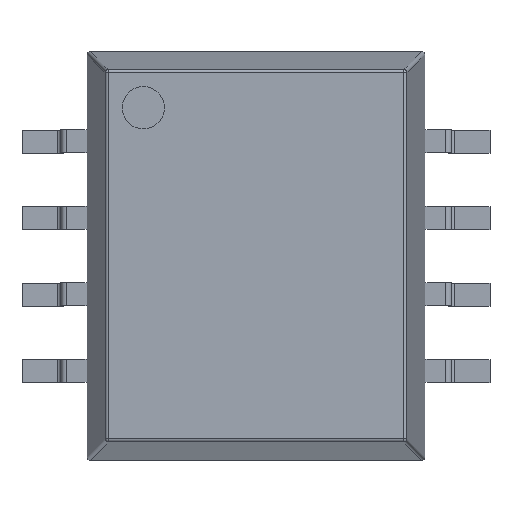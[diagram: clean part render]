
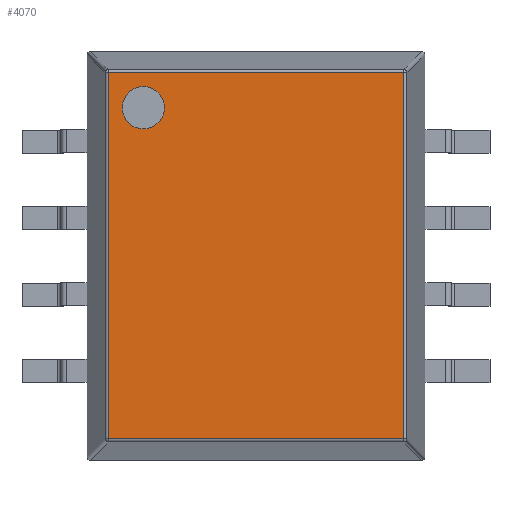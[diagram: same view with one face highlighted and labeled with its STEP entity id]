
A CAD part, top view. The second image highlights one B-rep face of the part: STEP entity #4070.
In plain terms, the highlighted planar face has unit normal (0, 0, 1).
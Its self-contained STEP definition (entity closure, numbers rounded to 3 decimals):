
#3279 = CYLINDRICAL_SURFACE('',#3280,0.1);
#3280 = AXIS2_PLACEMENT_3D('',#3281,#3282,#3283);
#3281 = CARTESIAN_POINT('',(0.685,0.595,11.33));
#3282 = DIRECTION('',(0.,1.,0.));
#3283 = DIRECTION('',(-0.995,0.,0.105));
#3400 = CYLINDRICAL_SURFACE('',#3401,0.1);
#3401 = AXIS2_PLACEMENT_3D('',#3402,#3403,#3404);
#3402 = CARTESIAN_POINT('',(0.595,0.685,11.33));
#3403 = DIRECTION('',(1.,0.,0.));
#3404 = DIRECTION('',(0.,-0.995,0.105));
#3521 = CYLINDRICAL_SURFACE('',#3522,0.1);
#3522 = AXIS2_PLACEMENT_3D('',#3523,#3524,#3525);
#3523 = CARTESIAN_POINT('',(0.595,12.615,11.33));
#3524 = DIRECTION('',(1.,0.,0.));
#3525 = DIRECTION('',(0.,0.995,0.105));
#3597 = CYLINDRICAL_SURFACE('',#3598,0.1);
#3598 = AXIS2_PLACEMENT_3D('',#3599,#3600,#3601);
#3599 = CARTESIAN_POINT('',(10.315,0.595,11.33));
#3600 = DIRECTION('',(0.,1.,0.));
#3601 = DIRECTION('',(0.995,0.,0.105));
#3705 = VERTEX_POINT('',#3706);
#3706 = CARTESIAN_POINT('',(0.685,0.685,11.43));
#3734 = EDGE_CURVE('',#3705,#3735,#3737,.T.);
#3735 = VERTEX_POINT('',#3736);
#3736 = CARTESIAN_POINT('',(0.685,12.615,11.43));
#3737 = SURFACE_CURVE('',#3738,(#3742,#3749),.PCURVE_S1.);
#3738 = LINE('',#3739,#3740);
#3739 = CARTESIAN_POINT('',(0.685,0.595,11.43));
#3740 = VECTOR('',#3741,1.);
#3741 = DIRECTION('',(0.,1.,0.));
#3742 = PCURVE('',#3279,#3743);
#3743 = DEFINITIONAL_REPRESENTATION('',(#3744),#3748);
#3744 = LINE('',#3745,#3746);
#3745 = CARTESIAN_POINT('',(1.466,0.));
#3746 = VECTOR('',#3747,1.);
#3747 = DIRECTION('',(0.,1.));
#3748 = ( GEOMETRIC_REPRESENTATION_CONTEXT(2) 
PARAMETRIC_REPRESENTATION_CONTEXT() REPRESENTATION_CONTEXT('2D SPACE',''
  ) );
#3749 = PCURVE('',#3750,#3755);
#3750 = PLANE('',#3751);
#3751 = AXIS2_PLACEMENT_3D('',#3752,#3753,#3754);
#3752 = CARTESIAN_POINT('',(0.,0.,11.43));
#3753 = DIRECTION('',(0.,0.,1.));
#3754 = DIRECTION('',(1.,0.,0.));
#3755 = DEFINITIONAL_REPRESENTATION('',(#3756),#3760);
#3756 = LINE('',#3757,#3758);
#3757 = CARTESIAN_POINT('',(0.685,0.595));
#3758 = VECTOR('',#3759,1.);
#3759 = DIRECTION('',(0.,1.));
#3760 = ( GEOMETRIC_REPRESENTATION_CONTEXT(2) 
PARAMETRIC_REPRESENTATION_CONTEXT() REPRESENTATION_CONTEXT('2D SPACE',''
  ) );
#3836 = EDGE_CURVE('',#3705,#3837,#3839,.T.);
#3837 = VERTEX_POINT('',#3838);
#3838 = CARTESIAN_POINT('',(10.315,0.685,11.43));
#3839 = SURFACE_CURVE('',#3840,(#3844,#3851),.PCURVE_S1.);
#3840 = LINE('',#3841,#3842);
#3841 = CARTESIAN_POINT('',(0.595,0.685,11.43));
#3842 = VECTOR('',#3843,1.);
#3843 = DIRECTION('',(1.,0.,0.));
#3844 = PCURVE('',#3400,#3845);
#3845 = DEFINITIONAL_REPRESENTATION('',(#3846),#3850);
#3846 = LINE('',#3847,#3848);
#3847 = CARTESIAN_POINT('',(-1.466,0.));
#3848 = VECTOR('',#3849,1.);
#3849 = DIRECTION('',(0.,1.));
#3850 = ( GEOMETRIC_REPRESENTATION_CONTEXT(2) 
PARAMETRIC_REPRESENTATION_CONTEXT() REPRESENTATION_CONTEXT('2D SPACE',''
  ) );
#3851 = PCURVE('',#3750,#3852);
#3852 = DEFINITIONAL_REPRESENTATION('',(#3853),#3857);
#3853 = LINE('',#3854,#3855);
#3854 = CARTESIAN_POINT('',(0.595,0.685));
#3855 = VECTOR('',#3856,1.);
#3856 = DIRECTION('',(1.,0.));
#3857 = ( GEOMETRIC_REPRESENTATION_CONTEXT(2) 
PARAMETRIC_REPRESENTATION_CONTEXT() REPRESENTATION_CONTEXT('2D SPACE',''
  ) );
#3942 = EDGE_CURVE('',#3735,#3943,#3945,.T.);
#3943 = VERTEX_POINT('',#3944);
#3944 = CARTESIAN_POINT('',(10.315,12.615,11.43));
#3945 = SURFACE_CURVE('',#3946,(#3950,#3957),.PCURVE_S1.);
#3946 = LINE('',#3947,#3948);
#3947 = CARTESIAN_POINT('',(0.595,12.615,11.43));
#3948 = VECTOR('',#3949,1.);
#3949 = DIRECTION('',(1.,0.,0.));
#3950 = PCURVE('',#3521,#3951);
#3951 = DEFINITIONAL_REPRESENTATION('',(#3952),#3956);
#3952 = LINE('',#3953,#3954);
#3953 = CARTESIAN_POINT('',(1.466,0.));
#3954 = VECTOR('',#3955,1.);
#3955 = DIRECTION('',(0.,1.));
#3956 = ( GEOMETRIC_REPRESENTATION_CONTEXT(2) 
PARAMETRIC_REPRESENTATION_CONTEXT() REPRESENTATION_CONTEXT('2D SPACE',''
  ) );
#3957 = PCURVE('',#3750,#3958);
#3958 = DEFINITIONAL_REPRESENTATION('',(#3959),#3963);
#3959 = LINE('',#3960,#3961);
#3960 = CARTESIAN_POINT('',(0.595,12.615));
#3961 = VECTOR('',#3962,1.);
#3962 = DIRECTION('',(1.,0.));
#3963 = ( GEOMETRIC_REPRESENTATION_CONTEXT(2) 
PARAMETRIC_REPRESENTATION_CONTEXT() REPRESENTATION_CONTEXT('2D SPACE',''
  ) );
#4018 = EDGE_CURVE('',#3837,#3943,#4019,.T.);
#4019 = SURFACE_CURVE('',#4020,(#4024,#4031),.PCURVE_S1.);
#4020 = LINE('',#4021,#4022);
#4021 = CARTESIAN_POINT('',(10.315,0.595,11.43));
#4022 = VECTOR('',#4023,1.);
#4023 = DIRECTION('',(0.,1.,0.));
#4024 = PCURVE('',#3597,#4025);
#4025 = DEFINITIONAL_REPRESENTATION('',(#4026),#4030);
#4026 = LINE('',#4027,#4028);
#4027 = CARTESIAN_POINT('',(-1.466,0.));
#4028 = VECTOR('',#4029,1.);
#4029 = DIRECTION('',(0.,1.));
#4030 = ( GEOMETRIC_REPRESENTATION_CONTEXT(2) 
PARAMETRIC_REPRESENTATION_CONTEXT() REPRESENTATION_CONTEXT('2D SPACE',''
  ) );
#4031 = PCURVE('',#3750,#4032);
#4032 = DEFINITIONAL_REPRESENTATION('',(#4033),#4037);
#4033 = LINE('',#4034,#4035);
#4034 = CARTESIAN_POINT('',(10.315,0.595));
#4035 = VECTOR('',#4036,1.);
#4036 = DIRECTION('',(0.,1.));
#4037 = ( GEOMETRIC_REPRESENTATION_CONTEXT(2) 
PARAMETRIC_REPRESENTATION_CONTEXT() REPRESENTATION_CONTEXT('2D SPACE',''
  ) );
#4070 = ADVANCED_FACE('',(#4071,#4077),#3750,.T.);
#4071 = FACE_BOUND('',#4072,.T.);
#4072 = EDGE_LOOP('',(#4073,#4074,#4075,#4076));
#4073 = ORIENTED_EDGE('',*,*,#3734,.F.);
#4074 = ORIENTED_EDGE('',*,*,#3836,.T.);
#4075 = ORIENTED_EDGE('',*,*,#4018,.T.);
#4076 = ORIENTED_EDGE('',*,*,#3942,.F.);
#4077 = FACE_BOUND('',#4078,.T.);
#4078 = EDGE_LOOP('',(#4079));
#4079 = ORIENTED_EDGE('',*,*,#4080,.F.);
#4080 = EDGE_CURVE('',#4081,#4081,#4083,.T.);
#4081 = VERTEX_POINT('',#4082);
#4082 = CARTESIAN_POINT('',(2.521,11.467,11.43));
#4083 = SURFACE_CURVE('',#4084,(#4089,#4096),.PCURVE_S1.);
#4084 = CIRCLE('',#4085,0.688);
#4085 = AXIS2_PLACEMENT_3D('',#4086,#4087,#4088);
#4086 = CARTESIAN_POINT('',(1.833,11.467,11.43));
#4087 = DIRECTION('',(0.,0.,1.));
#4088 = DIRECTION('',(1.,0.,0.));
#4089 = PCURVE('',#3750,#4090);
#4090 = DEFINITIONAL_REPRESENTATION('',(#4091),#4095);
#4091 = CIRCLE('',#4092,0.688);
#4092 = AXIS2_PLACEMENT_2D('',#4093,#4094);
#4093 = CARTESIAN_POINT('',(1.833,11.467));
#4094 = DIRECTION('',(1.,0.));
#4095 = ( GEOMETRIC_REPRESENTATION_CONTEXT(2) 
PARAMETRIC_REPRESENTATION_CONTEXT() REPRESENTATION_CONTEXT('2D SPACE',''
  ) );
#4096 = PCURVE('',#4097,#4102);
#4097 = CYLINDRICAL_SURFACE('',#4098,0.688);
#4098 = AXIS2_PLACEMENT_3D('',#4099,#4100,#4101);
#4099 = CARTESIAN_POINT('',(1.833,11.467,11.33));
#4100 = DIRECTION('',(0.,0.,1.));
#4101 = DIRECTION('',(1.,0.,0.));
#4102 = DEFINITIONAL_REPRESENTATION('',(#4103),#4107);
#4103 = LINE('',#4104,#4105);
#4104 = CARTESIAN_POINT('',(0.,0.1));
#4105 = VECTOR('',#4106,1.);
#4106 = DIRECTION('',(1.,0.));
#4107 = ( GEOMETRIC_REPRESENTATION_CONTEXT(2) 
PARAMETRIC_REPRESENTATION_CONTEXT() REPRESENTATION_CONTEXT('2D SPACE',''
  ) );
